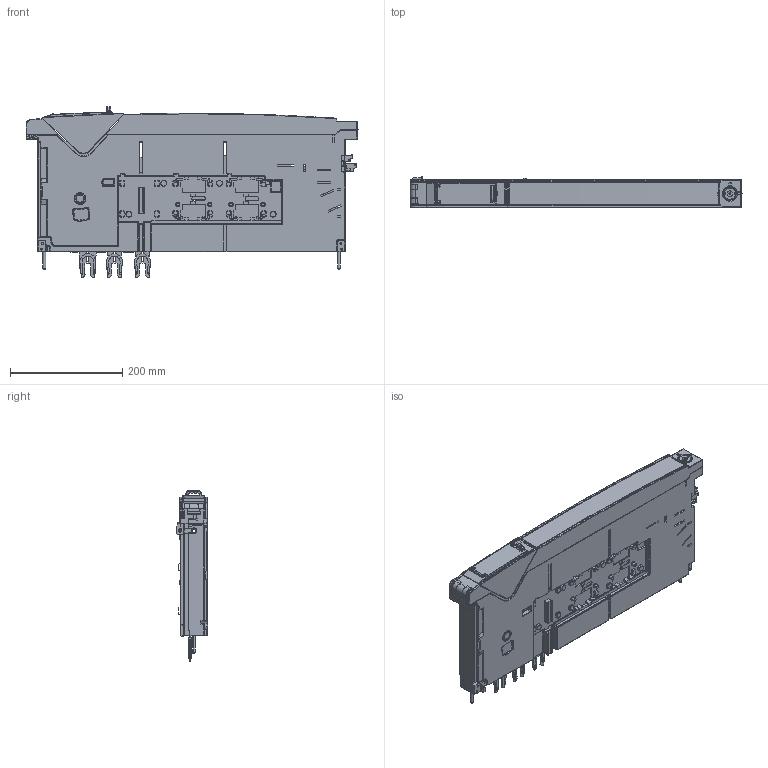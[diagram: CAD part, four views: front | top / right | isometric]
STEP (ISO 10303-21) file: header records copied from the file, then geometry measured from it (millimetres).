
FILE_DESCRIPTION((''),'2;1');
FILE_NAME('XRG00-50-10-3P-MOT','2022-08-11T15:27:37',('XYS'),(''),'CREO PARAMETRIC BY PTC INC, 2016390','CREO PARAMETRIC BY PTC INC, 2016390','');
FILE_SCHEMA(('CONFIG_CONTROL_DESIGN'));
Products named in the file (1): XRG00-50-10-3P-MOT
Bounding box: 591.48 x 56.16 x 304.68 mm (x, y, z)
Surface area: 408308 mm2 (no closed solid volume)
Topology: 0 solids, 108 shells, 2518 faces, 7957 edges, 5468 vertices
Faces by surface type: plane 1099, cylinder 809, cone 206, torus 159, bspline 147, sphere 56, extrusion 42
Entity records: 106193 total; most frequent: CARTESIAN_POINT 39536, ORIENTED_EDGE 13626, DIRECTION 12758, EDGE_CURVE 7886, VERTEX_POINT 5466, VECTOR 4538, LINE 4496, AXIS2_PLACEMENT_3D 4110
